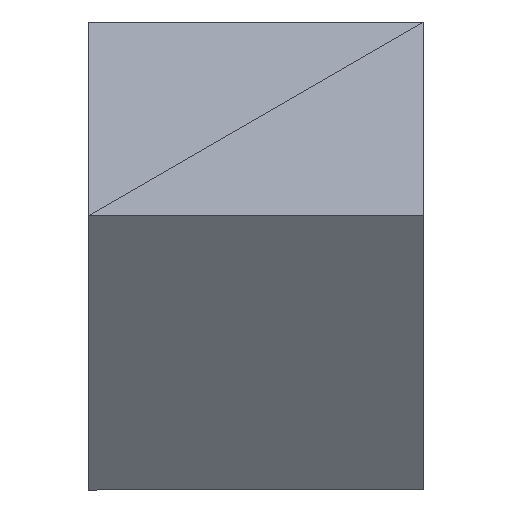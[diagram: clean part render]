
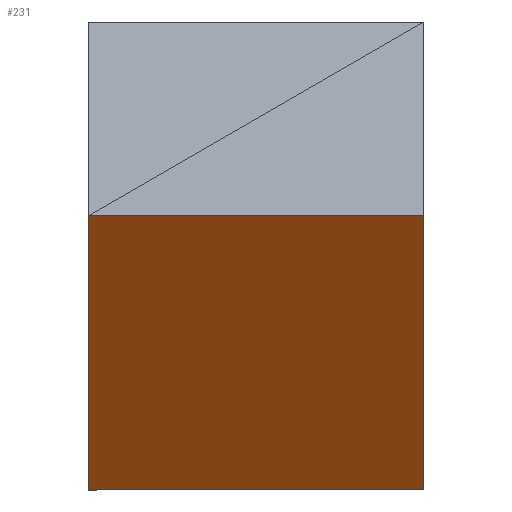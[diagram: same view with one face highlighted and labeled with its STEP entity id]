
A CAD part, isometric view. The second image highlights one B-rep face of the part: STEP entity #231.
In plain terms, the highlighted face is planar.
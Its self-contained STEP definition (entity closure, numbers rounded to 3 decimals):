
#2 = EDGE_LOOP ( 'NONE', ( #137, #312, #58, #14 ) ) ;
#9 = DIRECTION ( 'NONE',  ( 0., 0., -1. ) ) ;
#12 = CARTESIAN_POINT ( 'NONE',  ( 14.142, 0., 10. ) ) ;
#14 = ORIENTED_EDGE ( 'NONE', *, *, #287, .T. ) ;
#35 = EDGE_CURVE ( 'NONE', #196, #284, #271, .T. ) ;
#47 = LINE ( 'NONE', #104, #182 ) ;
#54 = LINE ( 'NONE', #213, #187 ) ;
#58 = ORIENTED_EDGE ( 'NONE', *, *, #134, .F. ) ;
#76 = VERTEX_POINT ( 'NONE', #157 ) ;
#104 = CARTESIAN_POINT ( 'NONE',  ( 14.142, 0., -10. ) ) ;
#120 = VECTOR ( 'NONE', #123, 1000. ) ;
#123 = DIRECTION ( 'NONE',  ( 0., 0., -1. ) ) ;
#128 = CARTESIAN_POINT ( 'NONE',  ( 14.142, 0., 10. ) ) ;
#134 = EDGE_CURVE ( 'NONE', #76, #196, #54, .T. ) ;
#137 = ORIENTED_EDGE ( 'NONE', *, *, #261, .T. ) ;
#157 = CARTESIAN_POINT ( 'NONE',  ( 14.142, 0., 10. ) ) ;
#182 = VECTOR ( 'NONE', #331, 1000. ) ;
#184 = CARTESIAN_POINT ( 'NONE',  ( 14.142, 0., -10. ) ) ;
#187 = VECTOR ( 'NONE', #354, 1000. ) ;
#196 = VERTEX_POINT ( 'NONE', #209 ) ;
#209 = CARTESIAN_POINT ( 'NONE',  ( 0., 14.142, 10. ) ) ;
#213 = CARTESIAN_POINT ( 'NONE',  ( 14.142, 0., 10. ) ) ;
#214 = PLANE ( 'NONE',  #353 ) ;
#228 = CARTESIAN_POINT ( 'NONE',  ( 0., 14.142, 10. ) ) ;
#231 = ADVANCED_FACE ( 'NONE', ( #282 ), #214, .F. ) ;
#235 = DIRECTION ( 'NONE',  ( 0.707, -0.707, 0. ) ) ;
#242 = VERTEX_POINT ( 'NONE', #184 ) ;
#246 = VECTOR ( 'NONE', #9, 1000. ) ;
#261 = EDGE_CURVE ( 'NONE', #242, #284, #47, .T. ) ;
#271 = LINE ( 'NONE', #228, #246 ) ;
#282 = FACE_OUTER_BOUND ( 'NONE', #2, .T. ) ;
#284 = VERTEX_POINT ( 'NONE', #301 ) ;
#287 = EDGE_CURVE ( 'NONE', #76, #242, #303, .T. ) ;
#301 = CARTESIAN_POINT ( 'NONE',  ( 0., 14.142, -10. ) ) ;
#303 = LINE ( 'NONE', #128, #120 ) ;
#312 = ORIENTED_EDGE ( 'NONE', *, *, #35, .F. ) ;
#331 = DIRECTION ( 'NONE',  ( -0.707, 0.707, 0. ) ) ;
#351 = DIRECTION ( 'NONE',  ( -0.707, -0.707, 0. ) ) ;
#353 = AXIS2_PLACEMENT_3D ( 'NONE', #12, #351, #235 ) ;
#354 = DIRECTION ( 'NONE',  ( -0.707, 0.707, 0. ) ) ;
